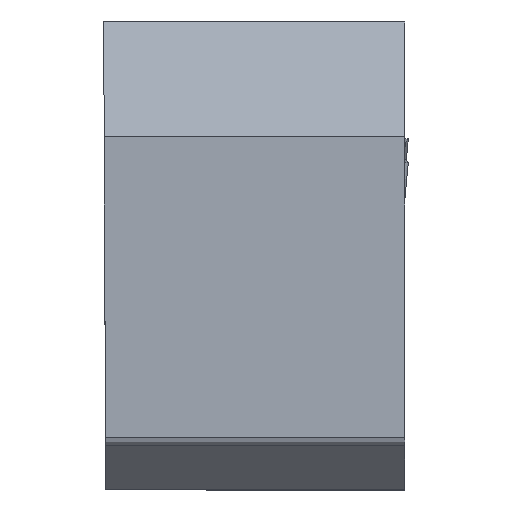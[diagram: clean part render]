
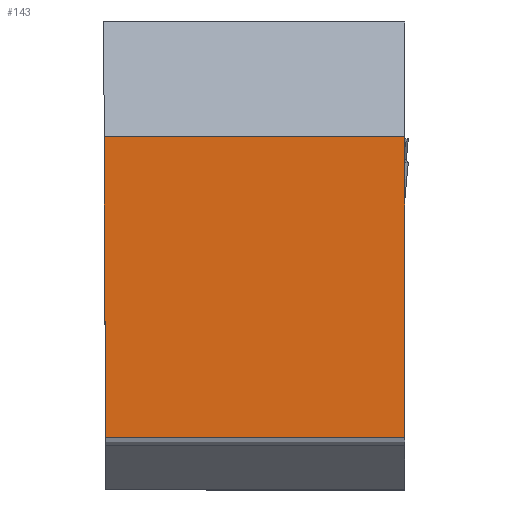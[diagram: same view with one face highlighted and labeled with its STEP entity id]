
A CAD part, top view. The second image highlights one B-rep face of the part: STEP entity #143.
In plain terms, the highlighted planar face has unit normal (0, 0, 1).
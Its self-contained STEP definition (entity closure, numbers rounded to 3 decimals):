
#143=ADVANCED_FACE('BLANK_BOXF006',(#254),#207,.T.);
#207=PLANE('',#1435);
#254=FACE_OUTER_BOUND('',#320,.T.);
#320=EDGE_LOOP('',(#736,#737,#738,#739));
#381=LINE('',#1807,#514);
#411=LINE('',#1911,#544);
#431=LINE('',#1967,#564);
#432=LINE('',#1968,#565);
#514=VECTOR('',#1503,1.);
#544=VECTOR('',#1551,1.);
#564=VECTOR('',#1591,1.);
#565=VECTOR('',#1592,1.);
#736=ORIENTED_EDGE('',*,*,#1178,.T.);
#737=ORIENTED_EDGE('',*,*,#1201,.F.);
#738=ORIENTED_EDGE('',*,*,#1140,.T.);
#739=ORIENTED_EDGE('',*,*,#1202,.T.);
#1019=VERTEX_POINT('',#1806);
#1020=VERTEX_POINT('',#1808);
#1054=VERTEX_POINT('',#1910);
#1055=VERTEX_POINT('',#1912);
#1140=EDGE_CURVE('',#1020,#1019,#381,.T.);
#1178=EDGE_CURVE('',#1055,#1054,#411,.T.);
#1201=EDGE_CURVE('',#1020,#1054,#431,.T.);
#1202=EDGE_CURVE('',#1019,#1055,#432,.T.);
#1435=AXIS2_PLACEMENT_3D('',#1969,#1593,#1594);
#1503=DIRECTION('',(0.,1.,0.));
#1551=DIRECTION('',(0.004,-1.,0.));
#1591=DIRECTION('',(-1.,0.,0.));
#1592=DIRECTION('',(-1.,0.,0.));
#1593=DIRECTION('',(0.,0.,1.));
#1594=DIRECTION('',(1.,0.,0.));
#1806=CARTESIAN_POINT('',(12.6,12.6,0.));
#1807=CARTESIAN_POINT('',(12.6,18.6,0.));
#1808=CARTESIAN_POINT('',(12.6,0.,0.));
#1910=CARTESIAN_POINT('',(0.055,0.,0.));
#1911=CARTESIAN_POINT('',(-0.027,18.696,0.));
#1912=CARTESIAN_POINT('',(0.,12.6,0.));
#1967=CARTESIAN_POINT('',(-22.,0.,0.));
#1968=CARTESIAN_POINT('',(-22.,12.6,0.));
#1969=CARTESIAN_POINT('',(-22.,18.6,0.));
